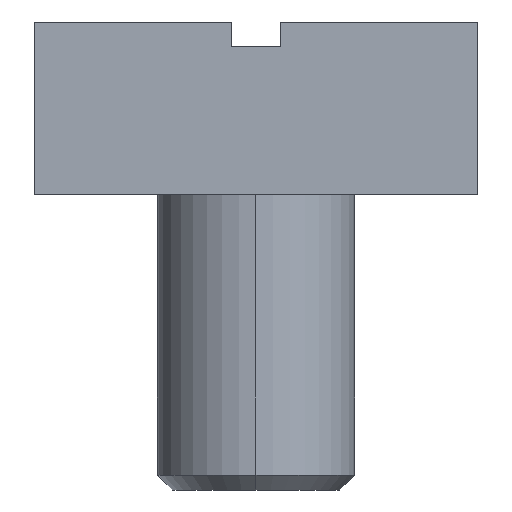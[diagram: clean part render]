
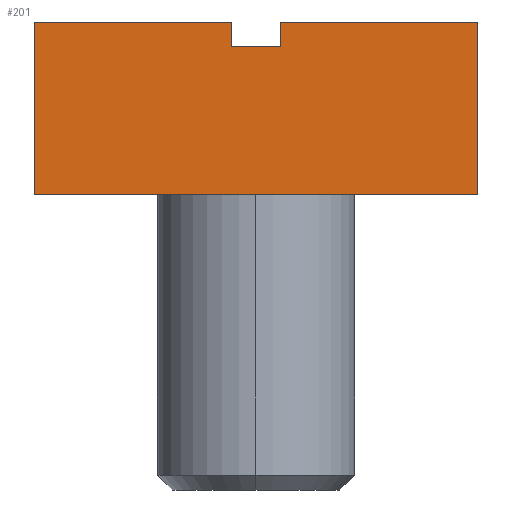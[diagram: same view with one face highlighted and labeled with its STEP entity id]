
A CAD part, left-side view. The second image highlights one B-rep face of the part: STEP entity #201.
In plain terms, the highlighted planar face has unit normal (-1, 0, 0).
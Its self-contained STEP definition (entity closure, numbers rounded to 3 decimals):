
#16 = EDGE_CURVE ( 'NONE', #644, #710, #549, .T. ) ;
#17 = EDGE_CURVE ( 'NONE', #665, #607, #546, .T. ) ;
#18 = EDGE_CURVE ( 'NONE', #665, #631, #543, .T. ) ;
#19 = EDGE_CURVE ( 'NONE', #631, #744, #532, .T. ) ;
#22 = EDGE_CURVE ( 'NONE', #607, #612, #537, .T. ) ;
#23 = EDGE_CURVE ( 'NONE', #644, #638, #526, .T. ) ;
#24 = EDGE_CURVE ( 'NONE', #638, #744, #521, .T. ) ;
#114 = DIRECTION ( 'NONE',  ( 0., -1., 0. ) ) ;
#115 = LINE ( 'NONE', #116, #270 ) ;
#116 = CARTESIAN_POINT ( 'NONE',  ( -4.5, -4.5, 3. ) ) ;
#134 = CARTESIAN_POINT ( 'NONE',  ( -4.5, 0.5, 3. ) ) ;
#135 = CARTESIAN_POINT ( 'NONE',  ( -4.5, -4.5, 3.5 ) ) ;
#139 = CARTESIAN_POINT ( 'NONE',  ( -4.5, 4.5, 0. ) ) ;
#140 = CARTESIAN_POINT ( 'NONE',  ( -4.5, -0.5, 3. ) ) ;
#154 = CARTESIAN_POINT ( 'NONE',  ( -4.5, 4.5, 3.5 ) ) ;
#166 = CARTESIAN_POINT ( 'NONE',  ( -4.5, -0.5, 3.5 ) ) ;
#195 = CARTESIAN_POINT ( 'NONE',  ( -4.5, -4.5, 0. ) ) ;
#201 = ADVANCED_FACE ( 'NONE', ( #339 ), #338, .F. ) ;
#210 = VECTOR ( 'NONE', #533, 1000. ) ;
#214 = VECTOR ( 'NONE', #535, 1000. ) ;
#218 = VECTOR ( 'NONE', #528, 1000. ) ;
#257 = VECTOR ( 'NONE', #515, 1000. ) ;
#259 = AXIS2_PLACEMENT_3D ( 'NONE', #342, #335, #334 ) ;
#270 = VECTOR ( 'NONE', #114, 1000. ) ;
#271 = VECTOR ( 'NONE', #539, 1000. ) ;
#277 = VECTOR ( 'NONE', #518, 1000. ) ;
#304 = VECTOR ( 'NONE', #511, 1000. ) ;
#323 = CARTESIAN_POINT ( 'NONE',  ( -4.5, 0.5, 3.5 ) ) ;
#334 = DIRECTION ( 'NONE',  ( 0., 0., -1. ) ) ;
#335 = DIRECTION ( 'NONE',  ( 1., 0., 0. ) ) ;
#338 = PLANE ( 'NONE',  #259 ) ;
#339 = FACE_OUTER_BOUND ( 'NONE', #642, .T. ) ;
#342 = CARTESIAN_POINT ( 'NONE',  ( -4.5, -4.5, 3. ) ) ;
#511 = DIRECTION ( 'NONE',  ( 0., 0., -1. ) ) ;
#514 = CARTESIAN_POINT ( 'NONE',  ( -4.5, -4.5, 3. ) ) ;
#515 = DIRECTION ( 'NONE',  ( 0., -1., 0. ) ) ;
#517 = CARTESIAN_POINT ( 'NONE',  ( -4.5, -4.5, 3.5 ) ) ;
#518 = DIRECTION ( 'NONE',  ( 0., 0., -1. ) ) ;
#519 = CARTESIAN_POINT ( 'NONE',  ( -4.5, 0.5, 3.5 ) ) ;
#521 = LINE ( 'NONE', #514, #304 ) ;
#526 = LINE ( 'NONE', #517, #257 ) ;
#528 = DIRECTION ( 'NONE',  ( 0., -1., 0. ) ) ;
#529 = CARTESIAN_POINT ( 'NONE',  ( -4.5, -4.5, 0. ) ) ;
#532 = LINE ( 'NONE', #529, #218 ) ;
#533 = DIRECTION ( 'NONE',  ( 0., 0., -1. ) ) ;
#534 = CARTESIAN_POINT ( 'NONE',  ( -4.5, 4.5, 3. ) ) ;
#535 = DIRECTION ( 'NONE',  ( 0., -1., 0. ) ) ;
#536 = ORIENTED_EDGE ( 'NONE', *, *, #758, .F. ) ;
#537 = LINE ( 'NONE', #519, #277 ) ;
#538 = CARTESIAN_POINT ( 'NONE',  ( -4.5, 0.5, 3.5 ) ) ;
#539 = DIRECTION ( 'NONE',  ( 0., 0., -1. ) ) ;
#541 = CARTESIAN_POINT ( 'NONE',  ( -4.5, -0.5, 3.5 ) ) ;
#543 = LINE ( 'NONE', #534, #210 ) ;
#546 = LINE ( 'NONE', #538, #214 ) ;
#549 = LINE ( 'NONE', #541, #271 ) ;
#566 = ORIENTED_EDGE ( 'NONE', *, *, #23, .F. ) ;
#568 = ORIENTED_EDGE ( 'NONE', *, *, #16, .T. ) ;
#569 = ORIENTED_EDGE ( 'NONE', *, *, #22, .F. ) ;
#571 = ORIENTED_EDGE ( 'NONE', *, *, #24, .F. ) ;
#586 = ORIENTED_EDGE ( 'NONE', *, *, #18, .T. ) ;
#607 = VERTEX_POINT ( 'NONE', #323 ) ;
#612 = VERTEX_POINT ( 'NONE', #134 ) ;
#631 = VERTEX_POINT ( 'NONE', #139 ) ;
#638 = VERTEX_POINT ( 'NONE', #135 ) ;
#642 = EDGE_LOOP ( 'NONE', ( #725, #571, #566, #568, #536, #569, #649, #586 ) ) ;
#644 = VERTEX_POINT ( 'NONE', #166 ) ;
#649 = ORIENTED_EDGE ( 'NONE', *, *, #17, .F. ) ;
#665 = VERTEX_POINT ( 'NONE', #154 ) ;
#710 = VERTEX_POINT ( 'NONE', #140 ) ;
#725 = ORIENTED_EDGE ( 'NONE', *, *, #19, .T. ) ;
#744 = VERTEX_POINT ( 'NONE', #195 ) ;
#758 = EDGE_CURVE ( 'NONE', #612, #710, #115, .T. ) ;
